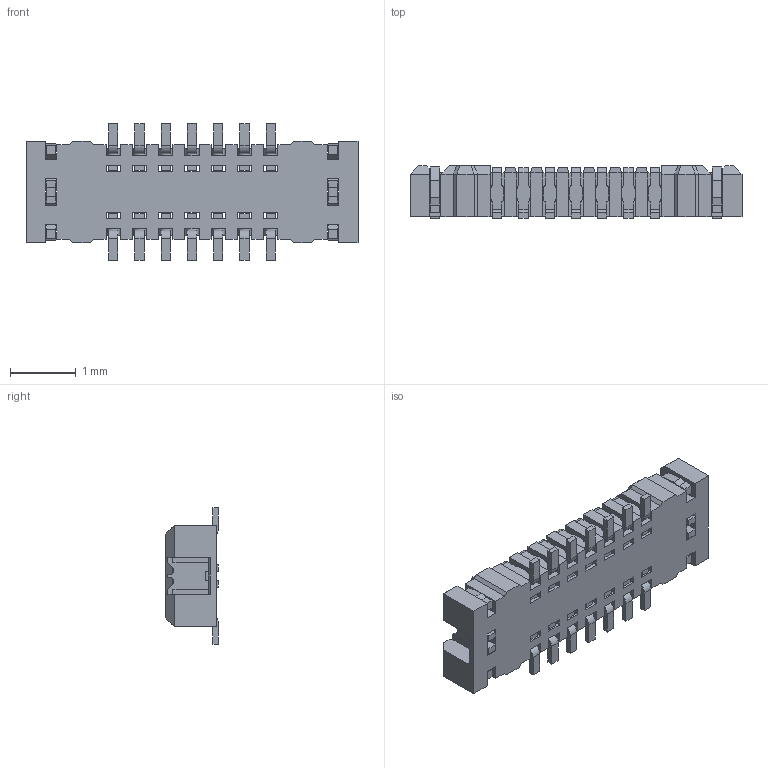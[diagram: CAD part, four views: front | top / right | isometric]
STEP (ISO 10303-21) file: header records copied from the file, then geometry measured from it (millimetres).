
FILE_DESCRIPTION(('FreeCAD Model'),'2;1');
FILE_NAME('Molex_SlimStack_Receptacle_2x10_Pitch0.4mm_502430-1410.step','2017-09-14T15:38:40',('Author'),(''), 'Open CASCADE STEP processor 6.8','FreeCAD','Unknown');
FILE_SCHEMA(('AUTOMOTIVE_DESIGN_CC2 { 1 2 10303 214 -1 1 5 4 }'));
Length unit declared in the file: millimetre
Products named in the file (3): ASSEMBLY; SOLID; COMPOUND
Assembly tree (2 placements, depth 2):
  ASSEMBLY
    SOLID
    COMPOUND
Bounding box: 5.06 x 0.8 x 2.08 mm (x, y, z)
Volume: 3.6 mm3; surface area: 47.4 mm2
Topology: 1 solids, 1 shells, 756 faces, 2272 edges, 1604 vertices
Faces by surface type: plane 654, cylinder 102
Entity records: 25226 total; most frequent: CARTESIAN_POINT 4635, ORIENTED_EDGE 4304, DIRECTION 4050, EDGE_CURVE 2152, LINE 2012, VECTOR 2012, VERTEX_POINT 1364, AXIS2_PLACEMENT_3D 1019
